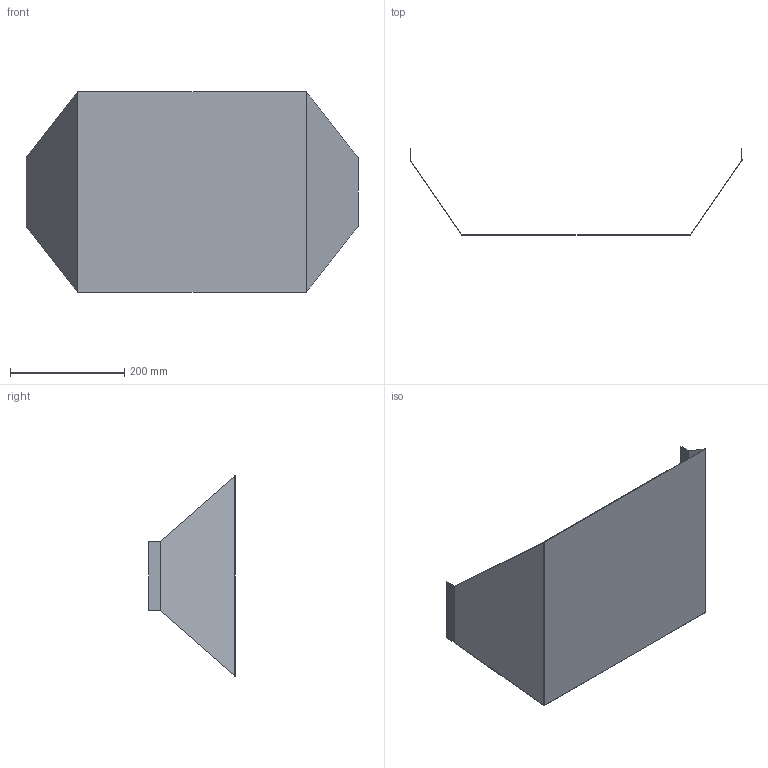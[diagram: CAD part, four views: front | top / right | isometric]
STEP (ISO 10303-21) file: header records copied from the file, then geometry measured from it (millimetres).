
FILE_DESCRIPTION(/* description */ (''),/* implementation_level */ '2;1');
FILE_NAME(/* name */ 'Linia TEM rev.3.0 bok v1.step',/* time_stamp */ '2023-02-25T11:27:35+01:00',/* author */ (''),/* organization */ (''),/* preprocessor_version */ 'ST-DEVELOPER v19.2',/* originating_system */ 'Autodesk Translation Framework v11.17.0.187',/* authorisation */ '');
FILE_SCHEMA (('AUTOMOTIVE_DESIGN { 1 0 10303 214 3 1 1 }'));
Length unit declared in the file: millimetre
Products named in the file (1): Linia TEM rev.3.0 bok
Bounding box: 580.89 x 151.23 x 350 mm (x, y, z)
Volume: 175570.5 mm3; surface area: 440450.4 mm2
Topology: 1 solids, 1 shells, 46 faces, 104 edges, 60 vertices
Faces by surface type: plane 34, cylinder 8, bspline 4
Entity records: 1344 total; most frequent: CARTESIAN_POINT 303, ORIENTED_EDGE 208, DIRECTION 198, EDGE_CURVE 104, LINE 80, VECTOR 80, VERTEX_POINT 60, AXIS2_PLACEMENT_3D 59
